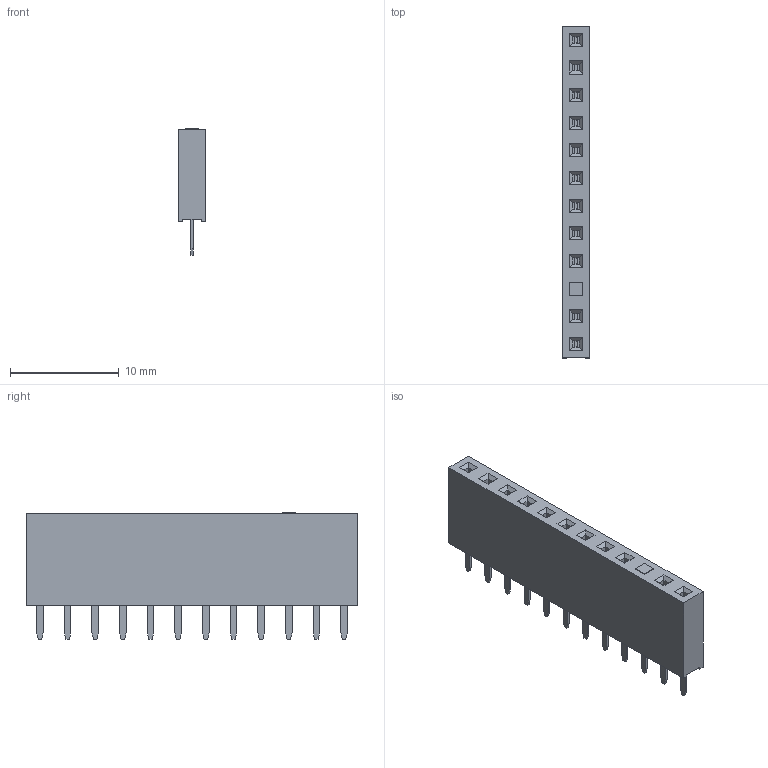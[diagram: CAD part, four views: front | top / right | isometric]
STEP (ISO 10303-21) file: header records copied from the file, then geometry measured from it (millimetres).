
FILE_DESCRIPTION(('FreeCAD Model'),'2;1');
FILE_NAME('Open CASCADE Shape Model','2025-10-27T21:04:15',(''),(''), 'Open CASCADE STEP processor 7.7','FreeCAD','Unknown');
FILE_SCHEMA(('AUTOMOTIVE_DESIGN { 1 0 10303 214 1 1 1 1 }'));
Length unit declared in the file: millimetre
Products named in the file (3): Unnamed; PinSocket_1x12_P2.54mm_Vertical; Plastic_pin001
Assembly tree (2 placements, depth 2):
  Unnamed
    PinSocket_1x12_P2.54mm_Vertical
    Plastic_pin001
Bounding box: 2.54 x 30.48 x 11.65 mm (x, y, z)
Volume: 621.7 mm3; surface area: 1036.9 mm2
Topology: 2 solids, 2 shells, 341 faces, 880 edges, 568 vertices
Faces by surface type: plane 341
Entity records: 11498 total; most frequent: CARTESIAN_POINT 1792, ORIENTED_EDGE 1760, DIRECTION 1568, EDGE_CURVE 880, LINE 880, VECTOR 880, VERTEX_POINT 568, FACE_BOUND 366
